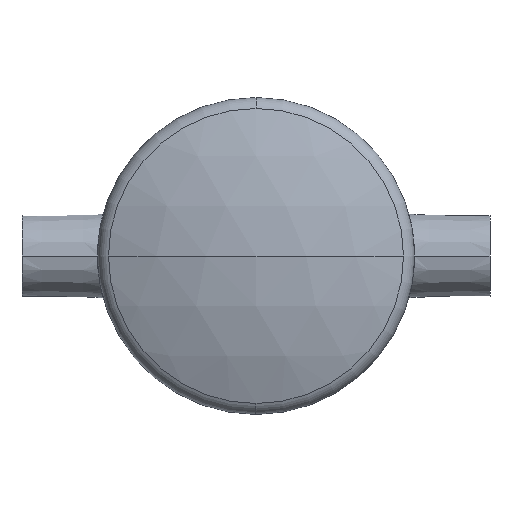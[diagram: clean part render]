
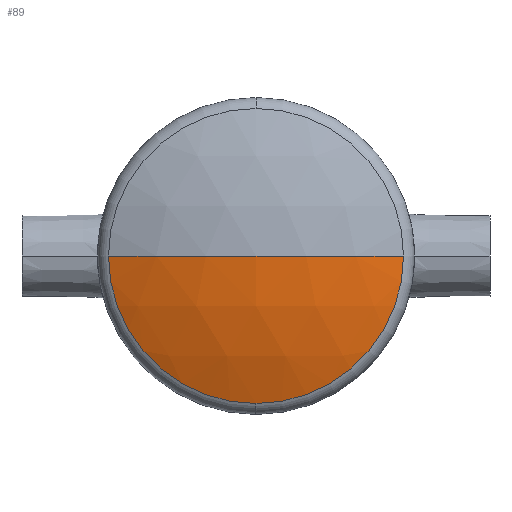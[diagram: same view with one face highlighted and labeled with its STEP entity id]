
A CAD part, left-side view. The second image highlights one B-rep face of the part: STEP entity #89.
In plain terms, the highlighted spherical face has radius 70 mm.
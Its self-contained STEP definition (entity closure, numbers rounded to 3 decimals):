
#23 = DIRECTION ( 'NONE',  ( -1., 0., 0. ) ) ;
#32 = SPHERICAL_SURFACE ( 'NONE', #905, 70. ) ;
#42 = EDGE_CURVE ( 'NONE', #366, #671, #554, .T. ) ;
#89 = ADVANCED_FACE ( 'NONE', ( #113 ), #32, .T. ) ;
#105 = DIRECTION ( 'NONE',  ( 0., 0., -1. ) ) ;
#113 = FACE_OUTER_BOUND ( 'NONE', #266, .T. ) ;
#137 = VERTEX_POINT ( 'NONE', #320 ) ;
#255 = CARTESIAN_POINT ( 'NONE',  ( 22.59, 0., 0. ) ) ;
#266 = EDGE_LOOP ( 'NONE', ( #701, #559, #902, #650 ) ) ;
#289 = AXIS2_PLACEMENT_3D ( 'NONE', #255, #849, #613 ) ;
#295 = CARTESIAN_POINT ( 'NONE',  ( -42.562, 0., -25.597 ) ) ;
#305 = DIRECTION ( 'NONE',  ( 1., 0., 0. ) ) ;
#320 = CARTESIAN_POINT ( 'NONE',  ( -42.562, 25.597, 0. ) ) ;
#366 = VERTEX_POINT ( 'NONE', #295 ) ;
#372 = CARTESIAN_POINT ( 'NONE',  ( 22.59, 0., 0. ) ) ;
#373 = EDGE_CURVE ( 'NONE', #137, #726, #400, .T. ) ;
#377 = CIRCLE ( 'NONE', #289, 70. ) ;
#378 = DIRECTION ( 'NONE',  ( 0., 0., 1. ) ) ;
#400 = CIRCLE ( 'NONE', #479, 70. ) ;
#446 = DIRECTION ( 'NONE',  ( 0., 0., 1. ) ) ;
#455 = CARTESIAN_POINT ( 'NONE',  ( -42.562, 0., 0. ) ) ;
#461 = CARTESIAN_POINT ( 'NONE',  ( 22.59, 0., 0. ) ) ;
#471 = CARTESIAN_POINT ( 'NONE',  ( -42.562, 0., 0. ) ) ;
#479 = AXIS2_PLACEMENT_3D ( 'NONE', #372, #446, #305 ) ;
#554 = CIRCLE ( 'NONE', #742, 25.597 ) ;
#559 = ORIENTED_EDGE ( 'NONE', *, *, #42, .T. ) ;
#568 = EDGE_CURVE ( 'NONE', #671, #726, #377, .T. ) ;
#576 = CARTESIAN_POINT ( 'NONE',  ( -42.562, -25.597, 0. ) ) ;
#591 = DIRECTION ( 'NONE',  ( 0., 1., 0. ) ) ;
#598 = DIRECTION ( 'NONE',  ( -1., 0., 0. ) ) ;
#613 = DIRECTION ( 'NONE',  ( 0., 1., 0. ) ) ;
#650 = ORIENTED_EDGE ( 'NONE', *, *, #373, .F. ) ;
#671 = VERTEX_POINT ( 'NONE', #576 ) ;
#701 = ORIENTED_EDGE ( 'NONE', *, *, #882, .T. ) ;
#726 = VERTEX_POINT ( 'NONE', #875 ) ;
#742 = AXIS2_PLACEMENT_3D ( 'NONE', #455, #23, #378 ) ;
#805 = AXIS2_PLACEMENT_3D ( 'NONE', #471, #598, #901 ) ;
#849 = DIRECTION ( 'NONE',  ( 0., 0., -1. ) ) ;
#875 = CARTESIAN_POINT ( 'NONE',  ( -47.41, 0., 0. ) ) ;
#882 = EDGE_CURVE ( 'NONE', #137, #366, #895, .T. ) ;
#895 = CIRCLE ( 'NONE', #805, 25.597 ) ;
#901 = DIRECTION ( 'NONE',  ( 0., 0., 1. ) ) ;
#902 = ORIENTED_EDGE ( 'NONE', *, *, #568, .T. ) ;
#905 = AXIS2_PLACEMENT_3D ( 'NONE', #461, #105, #591 ) ;
